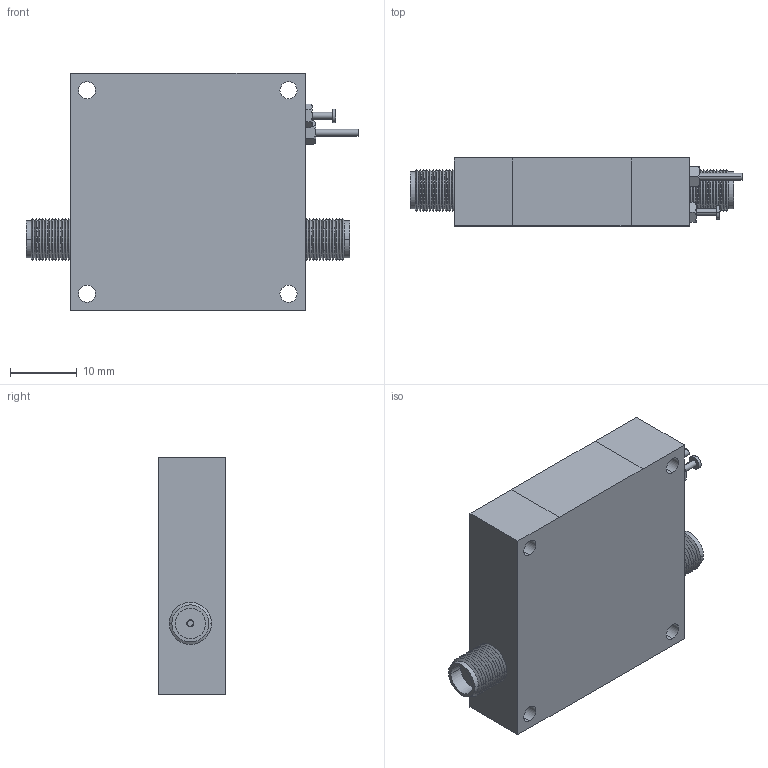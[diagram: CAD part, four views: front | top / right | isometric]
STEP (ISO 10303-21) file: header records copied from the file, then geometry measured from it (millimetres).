
FILE_DESCRIPTION (( 'STEP AP203' ), '1' );
FILE_NAME ('FMAM5108_3D.STEP', '2021-05-27T13:05:31', ( '' ), ( '' ), 'SwSTEP 2.0', 'SolidWorks 2020', '' );
FILE_SCHEMA (( 'CONFIG_CONTROL_DESIGN' ));
Length unit declared in the file: inch
Products named in the file (3): SMA_Female_end; PE15A5108-MA1; FMAM5108_3D
Assembly tree (3 placements, depth 2):
  FMAM5108_3D
    PE15A5108-MA1
    SMA_Female_end  x2
Bounding box: 49.78 x 10.19 x 35.56 mm (x, y, z)
Volume: 12880.9 mm3; surface area: 4926.9 mm2
Topology: 4 solids, 4 shells, 554 faces, 1377 edges, 882 vertices
Faces by surface type: plane 336, cone 110, bspline 72, cylinder 36
Entity records: 18716 total; most frequent: CARTESIAN_POINT 6941, ORIENTED_EDGE 2502, DIRECTION 2047, EDGE_CURVE 1251, VECTOR 967, LINE 967, VERTEX_POINT 814, EDGE_LOOP 545
